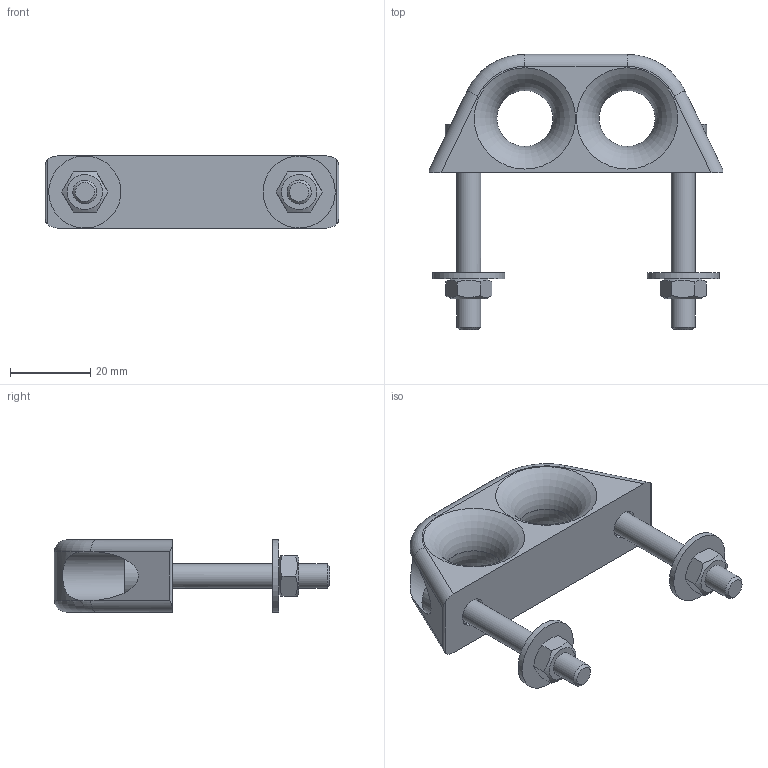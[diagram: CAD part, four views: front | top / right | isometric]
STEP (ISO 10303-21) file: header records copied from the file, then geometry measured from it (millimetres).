
FILE_DESCRIPTION(/* description */ (''),/* implementation_level */ '2;1');
FILE_NAME(/* name */ 'R2.14.stp',/* time_stamp */ '2018-10-08T09:30:07+02:00',/* author */ ('francesca'),/* organization */ (''),/* preprocessor_version */ 'ST-DEVELOPER v16.5',/* originating_system */ 'Autodesk Inventor 2017',/* authorisation */ '');
FILE_SCHEMA (('CONFIG_CONTROL_DESIGN'));
Length unit declared in the file: millimetre
Products named in the file (1): 17090807
Bounding box: 73.39 x 68.7 x 18 mm (x, y, z)
Volume: 23200.1 mm3; surface area: 11748.9 mm2
Topology: 1 solids, 1 shells, 98 faces, 226 edges, 148 vertices
Faces by surface type: plane 50, cylinder 30, torus 10, cone 8
Full cylindrical faces by diameter (mm): 6 x4, 6.4 x2, 7 x2, 7.25 x2, 9.9 x2, 11.8 x2, 12.3 x2, 14 x2, 18 x2
Entity records: 2574 total; most frequent: CARTESIAN_POINT 601, DIRECTION 398, ORIENTED_EDGE 356, EDGE_CURVE 178, AXIS2_PLACEMENT_3D 171, EDGE_LOOP 154, VERTEX_POINT 134, FACE_OUTER_BOUND 98
